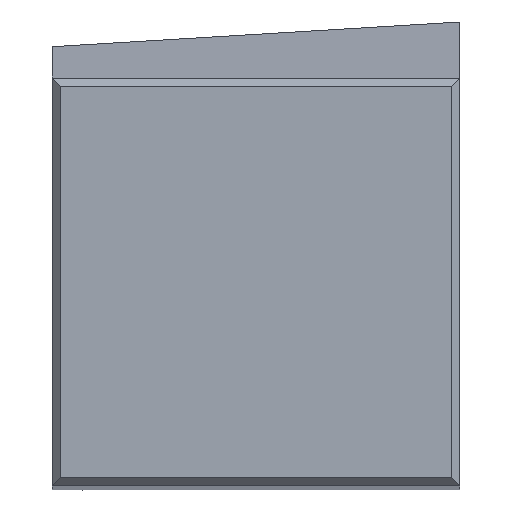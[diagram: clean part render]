
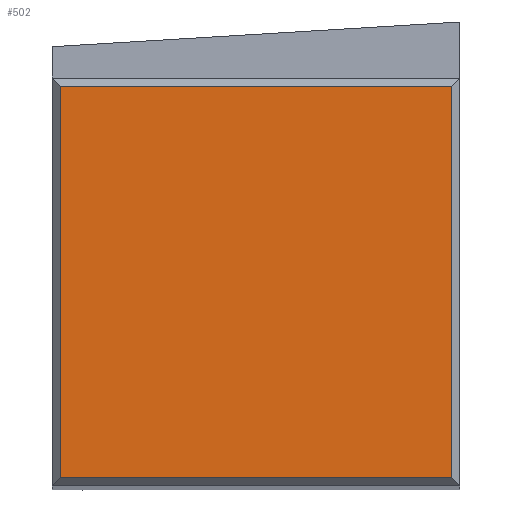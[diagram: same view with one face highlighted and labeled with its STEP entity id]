
A CAD part, top view. The second image highlights one B-rep face of the part: STEP entity #502.
In plain terms, the highlighted planar face has unit normal (0, 0, 1).
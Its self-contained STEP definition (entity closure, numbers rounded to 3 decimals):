
#105=DIRECTION('',(-1.,0.,0.));
#106=VECTOR('',#105,24.);
#107=CARTESIAN_POINT('',(-0.5,24.5,0.));
#108=LINE('',#107,#106);
#112=DIRECTION('',(0.,1.,0.));
#113=VECTOR('',#112,24.);
#114=CARTESIAN_POINT('',(-0.5,0.5,0.));
#115=LINE('',#114,#113);
#119=DIRECTION('',(1.,0.,0.));
#120=VECTOR('',#119,24.);
#121=CARTESIAN_POINT('',(-24.5,0.5,0.));
#122=LINE('',#121,#120);
#126=DIRECTION('',(0.,-1.,0.));
#127=VECTOR('',#126,24.);
#128=CARTESIAN_POINT('',(-24.5,24.5,0.));
#129=LINE('',#128,#127);
#437=CARTESIAN_POINT('',(-0.5,24.5,0.));
#438=CARTESIAN_POINT('',(-24.5,24.5,0.));
#439=VERTEX_POINT('',#437);
#440=VERTEX_POINT('',#438);
#447=CARTESIAN_POINT('',(-0.5,0.5,0.));
#448=VERTEX_POINT('',#447);
#451=CARTESIAN_POINT('',(-24.5,0.5,0.));
#452=VERTEX_POINT('',#451);
#487=CARTESIAN_POINT('',(0.,0.,0.));
#488=DIRECTION('',(0.,0.,-1.));
#489=DIRECTION('',(0.,1.,0.));
#490=AXIS2_PLACEMENT_3D('',#487,#488,#489);
#491=PLANE('',#490);
#493=ORIENTED_EDGE('',*,*,#492,.F.);
#495=ORIENTED_EDGE('',*,*,#494,.F.);
#497=ORIENTED_EDGE('',*,*,#496,.F.);
#499=ORIENTED_EDGE('',*,*,#498,.F.);
#500=EDGE_LOOP('',(#493,#495,#497,#499));
#501=FACE_OUTER_BOUND('',#500,.F.);
#492=EDGE_CURVE('',#439,#440,#108,.T.);
#494=EDGE_CURVE('',#448,#439,#115,.T.);
#496=EDGE_CURVE('',#452,#448,#122,.T.);
#498=EDGE_CURVE('',#440,#452,#129,.T.);
#502=ADVANCED_FACE('',(#501),#491,.F.);
